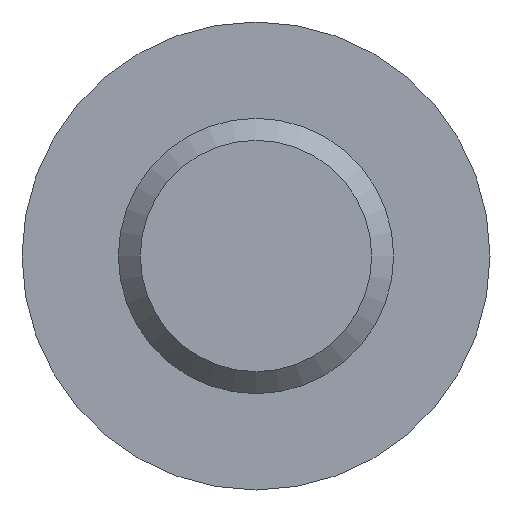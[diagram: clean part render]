
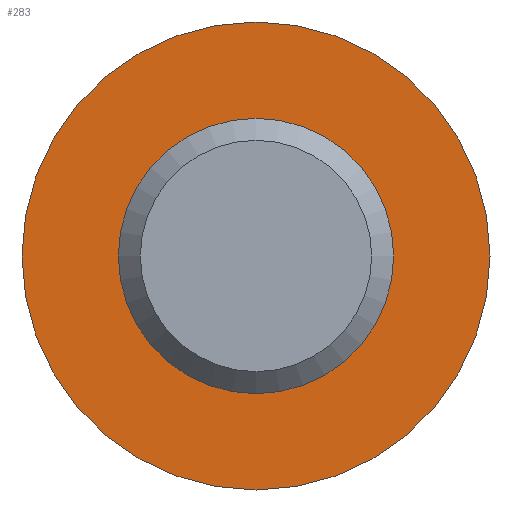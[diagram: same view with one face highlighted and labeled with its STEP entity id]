
A CAD part, front view. The second image highlights one B-rep face of the part: STEP entity #283.
In plain terms, the highlighted planar face has unit normal (0, -1, 0).
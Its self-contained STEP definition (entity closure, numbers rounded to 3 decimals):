
#7 = DIRECTION ( 'NONE',  ( 0., 0., -1. ) ) ;
#56 = FACE_BOUND ( 'NONE', #264, .T. ) ;
#79 = AXIS2_PLACEMENT_3D ( 'NONE', #263, #186, #219 ) ;
#84 = DIRECTION ( 'NONE',  ( 0., 0., -1. ) ) ;
#100 = CARTESIAN_POINT ( 'NONE',  ( 0., 30., -2.5 ) ) ;
#106 = VERTEX_POINT ( 'NONE', #389 ) ;
#107 = FACE_OUTER_BOUND ( 'NONE', #164, .T. ) ;
#164 = EDGE_LOOP ( 'NONE', ( #534 ) ) ;
#184 = ORIENTED_EDGE ( 'NONE', *, *, #485, .F. ) ;
#186 = DIRECTION ( 'NONE',  ( 0., 1., 0. ) ) ;
#207 = DIRECTION ( 'NONE',  ( 0., -1., 0. ) ) ;
#219 = DIRECTION ( 'NONE',  ( 0., 0., 1. ) ) ;
#263 = CARTESIAN_POINT ( 'NONE',  ( -2.5, 30., 0. ) ) ;
#264 = EDGE_LOOP ( 'NONE', ( #184 ) ) ;
#272 = PLANE ( 'NONE',  #79 ) ;
#283 = ADVANCED_FACE ( 'NONE', ( #56, #107 ), #272, .F. ) ;
#337 = VERTEX_POINT ( 'NONE', #100 ) ;
#389 = CARTESIAN_POINT ( 'NONE',  ( 0., 30., -4.25 ) ) ;
#443 = AXIS2_PLACEMENT_3D ( 'NONE', #542, #455, #84 ) ;
#455 = DIRECTION ( 'NONE',  ( 0., -1., 0. ) ) ;
#477 = EDGE_CURVE ( 'NONE', #106, #106, #504, .T. ) ;
#485 = EDGE_CURVE ( 'NONE', #337, #337, #521, .T. ) ;
#492 = AXIS2_PLACEMENT_3D ( 'NONE', #509, #207, #7 ) ;
#504 = CIRCLE ( 'NONE', #443, 4.25 ) ;
#509 = CARTESIAN_POINT ( 'NONE',  ( 0., 30., 0. ) ) ;
#521 = CIRCLE ( 'NONE', #492, 2.5 ) ;
#534 = ORIENTED_EDGE ( 'NONE', *, *, #477, .T. ) ;
#542 = CARTESIAN_POINT ( 'NONE',  ( 0., 30., 0. ) ) ;
